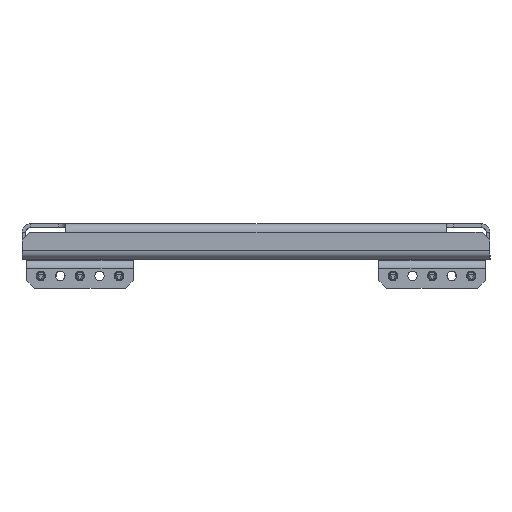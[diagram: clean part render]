
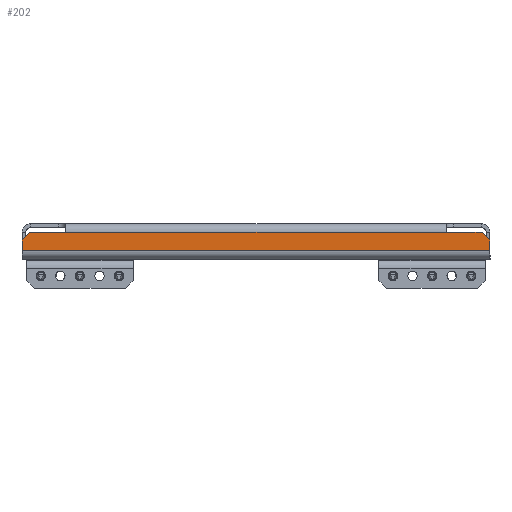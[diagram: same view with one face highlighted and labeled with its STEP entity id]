
A CAD part, left-side view. The second image highlights one B-rep face of the part: STEP entity #202.
In plain terms, the highlighted planar face has unit normal (-1, 0, 0).
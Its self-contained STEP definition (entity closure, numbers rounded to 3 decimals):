
#19 = LINE ( 'NONE', #155, #2762 ) ;
#72 = VERTEX_POINT ( 'NONE', #6812 ) ;
#155 = CARTESIAN_POINT ( 'NONE',  ( -349.5, 149.5, 0. ) ) ;
#202 = ADVANCED_FACE ( 'NONE', ( #5213 ), #6938, .F. ) ;
#231 = VECTOR ( 'NONE', #1014, 1000. ) ;
#257 = DIRECTION ( 'NONE',  ( 0., -1., 0. ) ) ;
#297 = ORIENTED_EDGE ( 'NONE', *, *, #3370, .F. ) ;
#596 = AXIS2_PLACEMENT_3D ( 'NONE', #4933, #5877, #6853 ) ;
#789 = EDGE_CURVE ( 'NONE', #9903, #72, #7752, .T. ) ;
#899 = CARTESIAN_POINT ( 'NONE',  ( -349.5, -144.5, -3. ) ) ;
#937 = CARTESIAN_POINT ( 'NONE',  ( -349.5, 144.5, -3. ) ) ;
#1014 = DIRECTION ( 'NONE',  ( 0., 0.707, -0.707 ) ) ;
#1572 = LINE ( 'NONE', #10520, #8635 ) ;
#2179 = EDGE_CURVE ( 'NONE', #3389, #9075, #9188, .T. ) ;
#2188 = ORIENTED_EDGE ( 'NONE', *, *, #789, .T. ) ;
#2282 = ORIENTED_EDGE ( 'NONE', *, *, #7877, .T. ) ;
#2643 = CARTESIAN_POINT ( 'NONE',  ( -349.5, 121.5, -3. ) ) ;
#2687 = VECTOR ( 'NONE', #4012, 1000. ) ;
#2762 = VECTOR ( 'NONE', #7164, 1000. ) ;
#2974 = LINE ( 'NONE', #7345, #231 ) ;
#2985 = VECTOR ( 'NONE', #10380, 1000. ) ;
#3097 = CARTESIAN_POINT ( 'NONE',  ( -349.5, -121.5, -3. ) ) ;
#3370 = EDGE_CURVE ( 'NONE', #4336, #4845, #1572, .T. ) ;
#3389 = VERTEX_POINT ( 'NONE', #3097 ) ;
#3937 = ORIENTED_EDGE ( 'NONE', *, *, #5983, .T. ) ;
#3997 = VERTEX_POINT ( 'NONE', #8748 ) ;
#4012 = DIRECTION ( 'NONE',  ( 0., 0., 1. ) ) ;
#4261 = VERTEX_POINT ( 'NONE', #12048 ) ;
#4299 = EDGE_CURVE ( 'NONE', #72, #4261, #10062, .T. ) ;
#4336 = VERTEX_POINT ( 'NONE', #937 ) ;
#4391 = ORIENTED_EDGE ( 'NONE', *, *, #7612, .T. ) ;
#4701 = DIRECTION ( 'NONE',  ( 0., -1., 0. ) ) ;
#4741 = CARTESIAN_POINT ( 'NONE',  ( -349.5, 149.5, -15. ) ) ;
#4845 = VERTEX_POINT ( 'NONE', #10877 ) ;
#4896 = CARTESIAN_POINT ( 'NONE',  ( -349.5, 149.5, -15. ) ) ;
#4933 = CARTESIAN_POINT ( 'NONE',  ( -349.5, 0., 0. ) ) ;
#5213 = FACE_OUTER_BOUND ( 'NONE', #7717, .T. ) ;
#5351 = VECTOR ( 'NONE', #4701, 1000. ) ;
#5569 = EDGE_CURVE ( 'NONE', #4261, #9075, #11289, .T. ) ;
#5820 = DIRECTION ( 'NONE',  ( 0., 1., 0. ) ) ;
#5877 = DIRECTION ( 'NONE',  ( 1., 0., 0. ) ) ;
#5978 = VECTOR ( 'NONE', #5820, 1000. ) ;
#5983 = EDGE_CURVE ( 'NONE', #4336, #3997, #2974, .T. ) ;
#6074 = ORIENTED_EDGE ( 'NONE', *, *, #4299, .T. ) ;
#6763 = LINE ( 'NONE', #2643, #5978 ) ;
#6812 = CARTESIAN_POINT ( 'NONE',  ( -349.5, -149.5, -15. ) ) ;
#6853 = DIRECTION ( 'NONE',  ( 0., 0., -1. ) ) ;
#6938 = PLANE ( 'NONE',  #596 ) ;
#7164 = DIRECTION ( 'NONE',  ( 0., 0., -1. ) ) ;
#7345 = CARTESIAN_POINT ( 'NONE',  ( -349.5, 144.5, -3. ) ) ;
#7612 = EDGE_CURVE ( 'NONE', #3389, #4845, #6763, .T. ) ;
#7717 = EDGE_LOOP ( 'NONE', ( #6074, #13011, #9136, #4391, #297, #3937, #2282, #2188 ) ) ;
#7752 = LINE ( 'NONE', #4741, #11103 ) ;
#7877 = EDGE_CURVE ( 'NONE', #3997, #9903, #19, .T. ) ;
#8079 = CARTESIAN_POINT ( 'NONE',  ( -349.5, -149.5, 0. ) ) ;
#8635 = VECTOR ( 'NONE', #257, 1000. ) ;
#8748 = CARTESIAN_POINT ( 'NONE',  ( -349.5, 149.5, -8. ) ) ;
#9075 = VERTEX_POINT ( 'NONE', #899 ) ;
#9136 = ORIENTED_EDGE ( 'NONE', *, *, #2179, .F. ) ;
#9188 = LINE ( 'NONE', #9717, #5351 ) ;
#9360 = CARTESIAN_POINT ( 'NONE',  ( -349.5, -149.5, -8. ) ) ;
#9717 = CARTESIAN_POINT ( 'NONE',  ( -349.5, -149.5, -3. ) ) ;
#9903 = VERTEX_POINT ( 'NONE', #4896 ) ;
#10062 = LINE ( 'NONE', #8079, #2687 ) ;
#10380 = DIRECTION ( 'NONE',  ( 0., 0.707, 0.707 ) ) ;
#10520 = CARTESIAN_POINT ( 'NONE',  ( -349.5, -149.5, -3. ) ) ;
#10877 = CARTESIAN_POINT ( 'NONE',  ( -349.5, 121.5, -3. ) ) ;
#11103 = VECTOR ( 'NONE', #11869, 1000. ) ;
#11289 = LINE ( 'NONE', #9360, #2985 ) ;
#11869 = DIRECTION ( 'NONE',  ( 0., -1., 0. ) ) ;
#12048 = CARTESIAN_POINT ( 'NONE',  ( -349.5, -149.5, -8. ) ) ;
#13011 = ORIENTED_EDGE ( 'NONE', *, *, #5569, .T. ) ;
